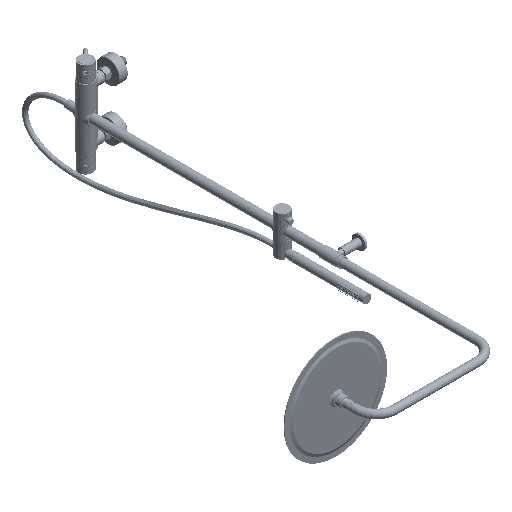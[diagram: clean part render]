
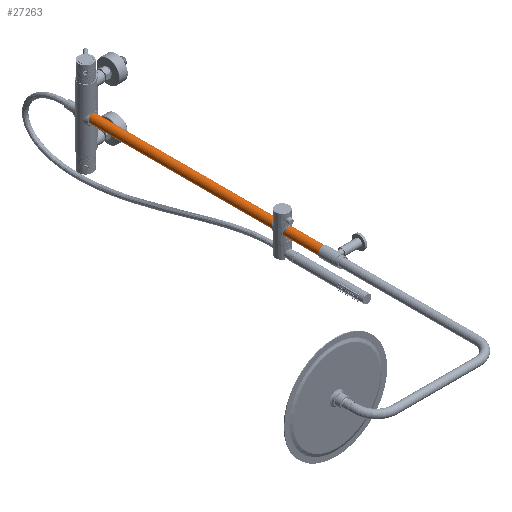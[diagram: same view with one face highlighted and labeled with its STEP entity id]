
A CAD part, isometric view. The second image highlights one B-rep face of the part: STEP entity #27263.
In plain terms, the highlighted cylindrical face has radius 12.5 mm (diameter 25 mm), a partial arc.
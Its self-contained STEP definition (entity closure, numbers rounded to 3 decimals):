
#2116 = VECTOR ( 'NONE', #267740, 1000. ) ;
#3689 = EDGE_CURVE ( 'NONE', #22020, #238615, #106142, .T. ) ;
#22020 = VERTEX_POINT ( 'NONE', #270942 ) ;
#23593 = EDGE_CURVE ( 'NONE', #22020, #78780, #195433, .T. ) ;
#27263 = ADVANCED_FACE ( 'NONE', ( #292808 ), #318035, .T. ) ;
#29261 = DIRECTION ( 'NONE',  ( 0., 1., 0. ) ) ;
#35114 = DIRECTION ( 'NONE',  ( 0., -1., 0. ) ) ;
#36323 = AXIS2_PLACEMENT_3D ( 'NONE', #155353, #29261, #257856 ) ;
#45191 = EDGE_CURVE ( 'NONE', #238615, #169949, #215986, .T. ) ;
#62563 = DIRECTION ( 'NONE',  ( 0., 1., 0. ) ) ;
#73255 = CARTESIAN_POINT ( 'NONE',  ( 10.247, -21.3, 7.159 ) ) ;
#78780 = VERTEX_POINT ( 'NONE', #117540 ) ;
#79520 = VECTOR ( 'NONE', #239526, 1000. ) ;
#92614 = CARTESIAN_POINT ( 'NONE',  ( 10.247, -695.1, 7.159 ) ) ;
#95174 = ORIENTED_EDGE ( 'NONE', *, *, #159290, .T. ) ;
#106142 = CIRCLE ( 'NONE', #36323, 12.5 ) ;
#107992 = CARTESIAN_POINT ( 'NONE',  ( 0., -701.3, 0. ) ) ;
#113392 = CARTESIAN_POINT ( 'NONE',  ( 10.247, -701.3, 7.159 ) ) ;
#117540 = CARTESIAN_POINT ( 'NONE',  ( -10.247, -21.3, -7.159 ) ) ;
#141746 = AXIS2_PLACEMENT_3D ( 'NONE', #329470, #35114, #210009 ) ;
#145004 = CARTESIAN_POINT ( 'NONE',  ( -10.247, -701.3, -7.159 ) ) ;
#155353 = CARTESIAN_POINT ( 'NONE',  ( 0., -695.1, 0. ) ) ;
#159290 = EDGE_CURVE ( 'NONE', #169949, #78780, #216865, .T. ) ;
#169949 = VERTEX_POINT ( 'NONE', #73255 ) ;
#176594 = EDGE_LOOP ( 'NONE', ( #257952, #237053, #222952, #95174 ) ) ;
#195433 = LINE ( 'NONE', #145004, #2116 ) ;
#210009 = DIRECTION ( 'NONE',  ( -0.82, 0., -0.573 ) ) ;
#215986 = LINE ( 'NONE', #113392, #79520 ) ;
#216865 = CIRCLE ( 'NONE', #141746, 12.5 ) ;
#222952 = ORIENTED_EDGE ( 'NONE', *, *, #45191, .T. ) ;
#237053 = ORIENTED_EDGE ( 'NONE', *, *, #3689, .T. ) ;
#238615 = VERTEX_POINT ( 'NONE', #92614 ) ;
#239526 = DIRECTION ( 'NONE',  ( 0., 1., 0. ) ) ;
#257856 = DIRECTION ( 'NONE',  ( 0.82, 0., 0.573 ) ) ;
#257952 = ORIENTED_EDGE ( 'NONE', *, *, #23593, .F. ) ;
#260955 = DIRECTION ( 'NONE',  ( 0.82, 0., 0.573 ) ) ;
#267740 = DIRECTION ( 'NONE',  ( 0., 1., 0. ) ) ;
#270942 = CARTESIAN_POINT ( 'NONE',  ( -10.247, -695.1, -7.159 ) ) ;
#286182 = AXIS2_PLACEMENT_3D ( 'NONE', #107992, #62563, #260955 ) ;
#292808 = FACE_OUTER_BOUND ( 'NONE', #176594, .T. ) ;
#318035 = CYLINDRICAL_SURFACE ( 'NONE', #286182, 12.5 ) ;
#329470 = CARTESIAN_POINT ( 'NONE',  ( 0., -21.3, 0. ) ) ;
